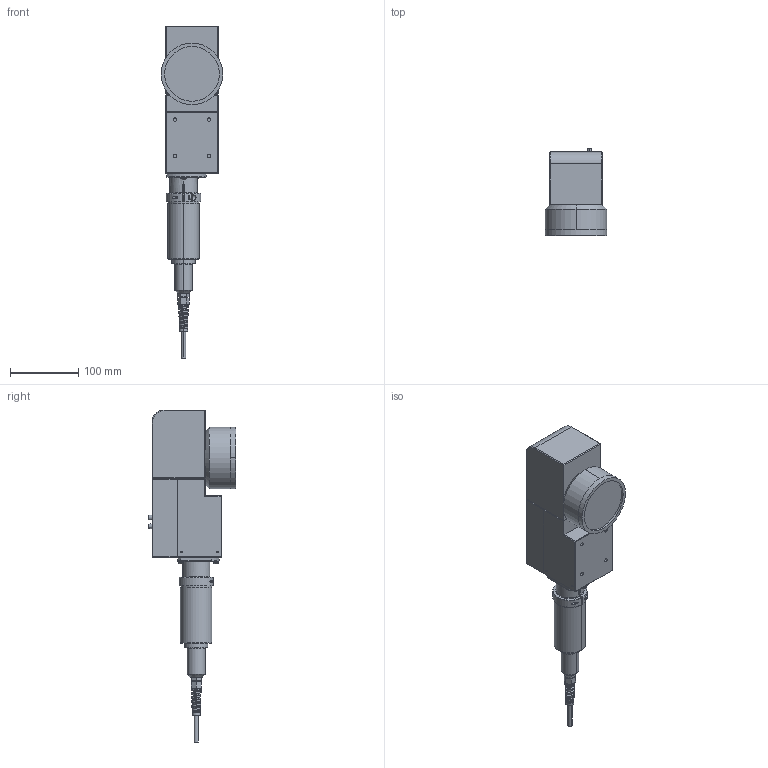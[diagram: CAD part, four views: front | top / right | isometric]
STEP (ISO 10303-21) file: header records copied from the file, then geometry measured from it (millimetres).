
FILE_DESCRIPTION (( 'STEP AP214' ), '1' );
FILE_NAME ('IPG_100.STEP', '2014-03-26T20:03:26', ( 'USER-PC' ), ( '' ), 'SwSTEP 2.0', 'SolidWorks 2014', '' );
FILE_SCHEMA (( 'AUTOMOTIVE_DESIGN' ));
Length unit declared in the file: inch
Products named in the file (1): IPG_100
Bounding box: 90 x 127.43 x 484.98 mm (x, y, z)
Surface area: 157768.1 mm2 (no closed solid volume)
Topology: 0 solids, 38 shells, 730 faces, 2094 edges, 1399 vertices
Faces by surface type: cylinder 332, plane 237, cone 133, torus 11, bspline 11, sphere 6
Entity records: 39302 total; most frequent: CARTESIAN_POINT 11085, DIRECTION 4003, ORIENTED_EDGE 3523, EDGE_CURVE 2094, AXIS2_PLACEMENT_3D 1513, VERTEX_POINT 1399, LINE 977, VECTOR 977
